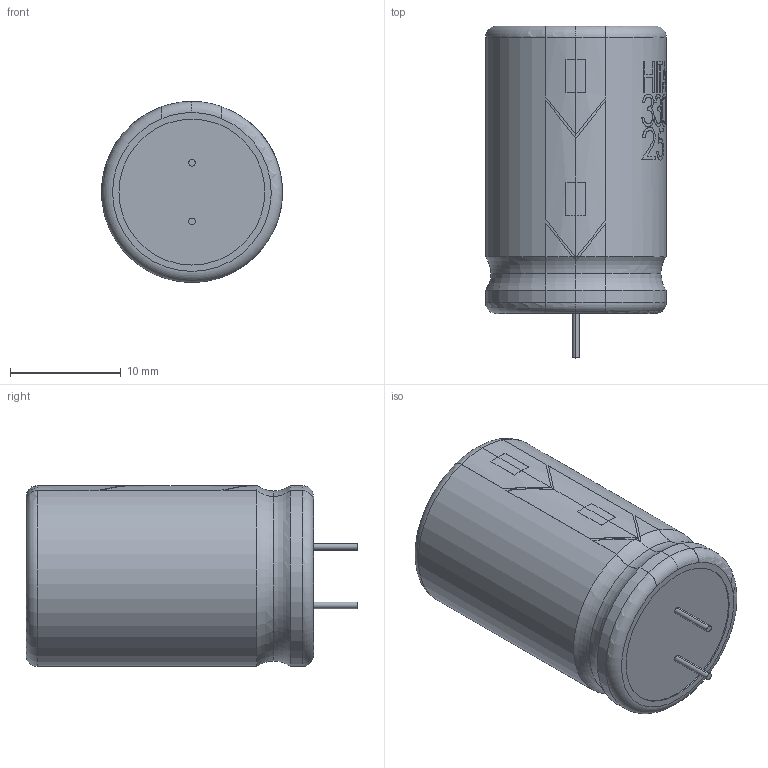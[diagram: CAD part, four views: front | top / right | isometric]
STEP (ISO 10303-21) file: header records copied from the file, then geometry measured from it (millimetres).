
FILE_DESCRIPTION (( 'STEP AP214' ), '1' );
FILE_NAME ('HITANO 3300uF 25V EHR105.STEP', '2024-05-13T08:54:33', ( '' ), ( '' ), 'SwSTEP 2.0', 'SolidWorks 2024', '' );
FILE_SCHEMA (( 'AUTOMOTIVE_DESIGN' ));
Length unit declared in the file: millimetre
Products named in the file (1): HITANO 3300uF 25V EHR105
Bounding box: 16.3 x 29.9 x 16.31 mm (x, y, z)
Volume: 5308.1 mm3; surface area: 1744.6 mm2
Topology: 1 solids, 1 shells, 266 faces, 702 edges, 461 vertices
Faces by surface type: plane 134, bspline 74, cylinder 42, torus 16
Entity records: 14416 total; most frequent: CARTESIAN_POINT 5944, ORIENTED_EDGE 1404, DIRECTION 1007, EDGE_CURVE 702, VERTEX_POINT 461, AXIS2_PLACEMENT_3D 342, VECTOR 323, LINE 323
